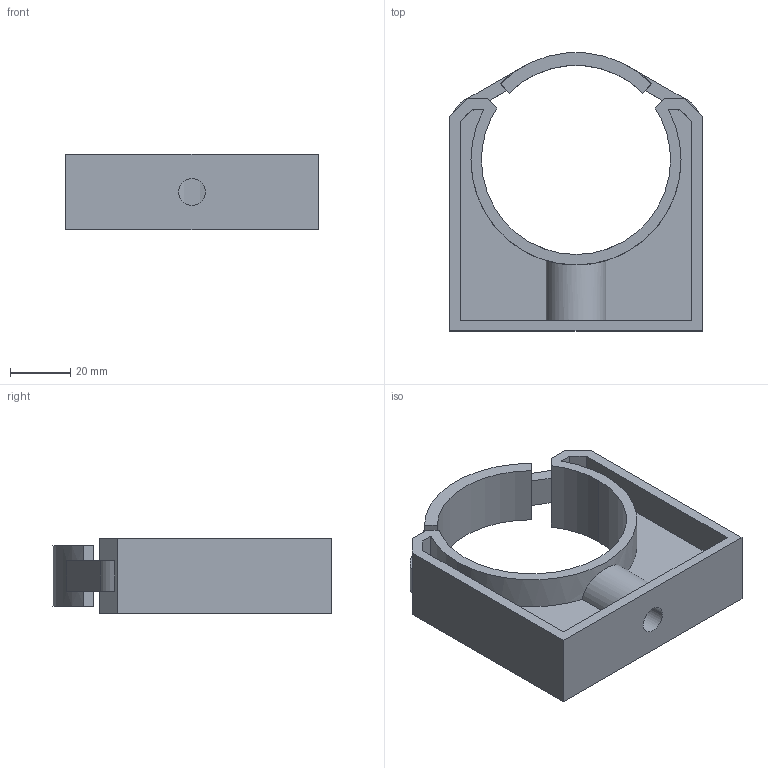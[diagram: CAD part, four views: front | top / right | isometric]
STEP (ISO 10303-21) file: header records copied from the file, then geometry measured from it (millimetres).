
FILE_DESCRIPTION (( 'STEP AP214' ), '1' );
FILE_NAME ('65930 Rohrschelle PP d63.step', '2008-04-23T02:11:16', ( '' ), ( '' ), 'SwSTEP 2.0', 'SolidWorks 2008', '' );
FILE_SCHEMA (( 'AUTOMOTIVE_DESIGN' ));
Length unit declared in the file: millimetre
Products named in the file (1): 65930 Rohrschelle PP d63
Bounding box: 84 x 92.66 x 25 mm (x, y, z)
Volume: 46377.5 mm3; surface area: 29638.1 mm2
Topology: 1 solids, 1 shells, 75 faces, 216 edges, 144 vertices
Faces by surface type: plane 56, cylinder 19
Entity records: 3214 total; most frequent: CARTESIAN_POINT 616, ORIENTED_EDGE 432, DIRECTION 404, EDGE_CURVE 216, VECTOR 172, LINE 172, VERTEX_POINT 144, AXIS2_PLACEMENT_3D 116
